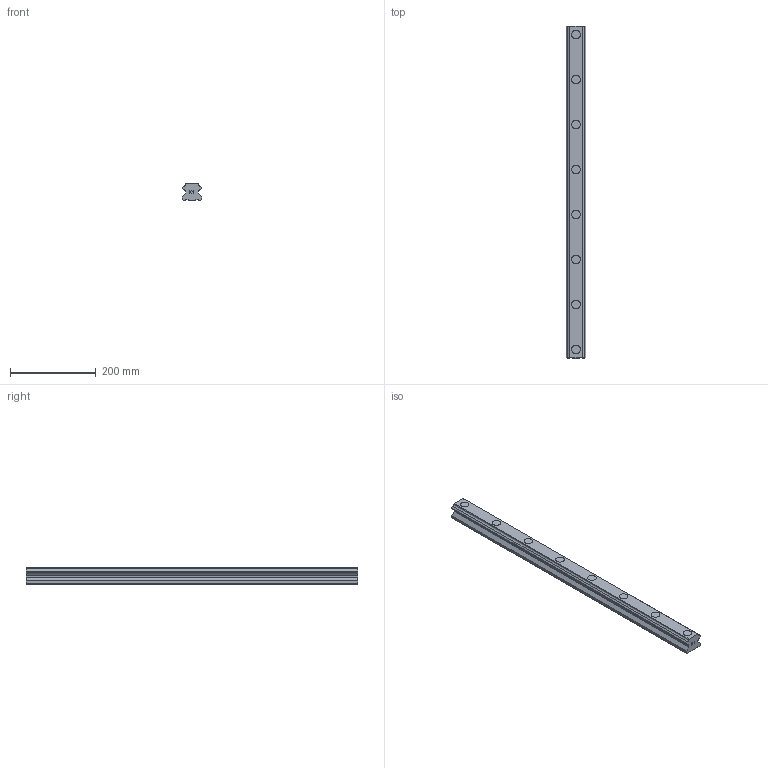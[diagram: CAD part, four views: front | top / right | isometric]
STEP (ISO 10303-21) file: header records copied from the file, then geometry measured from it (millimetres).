
FILE_DESCRIPTION(('STEP AP214'),'1');
FILE_NAME('cctmp_98F75C07-EBD9-443B-A549-62399C5B413B_2020_10_29_8_41_36_299..stp','2020-10-29T07:41:36',('HIWIN GmbH'),('CADClick - www.CADClick.com'),'Spatial InterOp 3D',' ','unknown authorization');
FILE_SCHEMA(('AUTOMOTIVE_DESIGN'));
Length unit declared in the file: millimetre
Products named in the file (1): HGR45R775H_FILE
Bounding box: 45 x 775 x 38 mm (x, y, z)
Volume: 1037548.1 mm3; surface area: 153776.4 mm2
Topology: 1 solids, 1 shells, 169 faces, 417 edges, 278 vertices
Faces by surface type: plane 117, cylinder 52
Entity records: 6371 total; most frequent: CARTESIAN_POINT 865, DIRECTION 861, ORIENTED_EDGE 834, EDGE_CURVE 417, LINE 313, VECTOR 313, VERTEX_POINT 278, AXIS2_PLACEMENT_3D 274
